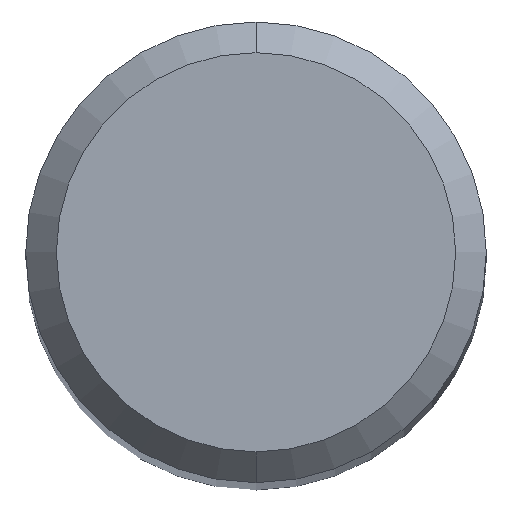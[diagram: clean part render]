
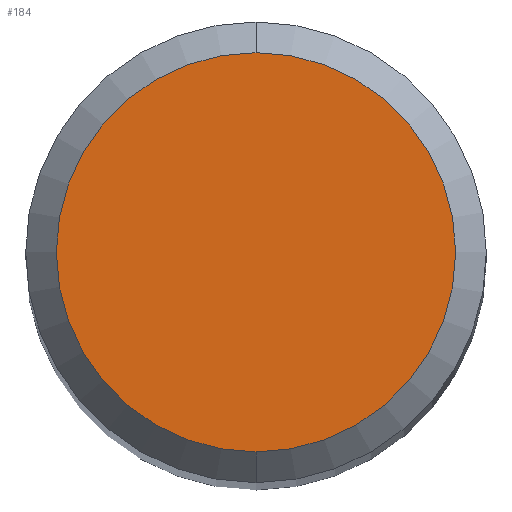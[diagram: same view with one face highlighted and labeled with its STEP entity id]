
A CAD part, top view. The second image highlights one B-rep face of the part: STEP entity #184.
In plain terms, the highlighted planar face has unit normal (0, 0, 1).
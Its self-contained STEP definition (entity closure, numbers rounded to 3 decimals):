
#126=VERTEX_POINT('',#268);
#146=EDGE_CURVE('',#126,#208,#288,.T.);
#170=EDGE_CURVE('',#208,#126,#316,.T.);
#184=ADVANCED_FACE('',(#333),#334,.T.);
#208=VERTEX_POINT('',#361);
#268=CARTESIAN_POINT('',(0.0,2.6,0.0));
#288=CIRCLE('',#452,2.6);
#316=CIRCLE('',#487,2.6);
#333=FACE_OUTER_BOUND('',#507,.T.);
#334=PLANE('',#508);
#361=CARTESIAN_POINT('',(0.,-2.6,0.0));
#452=AXIS2_PLACEMENT_3D('',#602,#603,#604);
#487=AXIS2_PLACEMENT_3D('',#648,#649,#650);
#507=EDGE_LOOP('',(#671,#672));
#508=AXIS2_PLACEMENT_3D('',#673,#674,#675);
#602=CARTESIAN_POINT('',(0.0,0.0,0.0));
#603=DIRECTION('',(0.0,0.0,-1.0));
#604=DIRECTION('',(0.0,1.0,0.0));
#648=CARTESIAN_POINT('',(0.0,0.0,0.0));
#649=DIRECTION('',(0.0,0.0,-1.0));
#650=DIRECTION('',(0.0,1.0,0.0));
#671=ORIENTED_EDGE('',*,*,#146,.F.);
#672=ORIENTED_EDGE('',*,*,#170,.F.);
#673=CARTESIAN_POINT('',(0.0,1.3,0.0));
#674=DIRECTION('',(-0.0,0.0,1.0));
#675=DIRECTION('',(0.0,-1.0,0.0));
